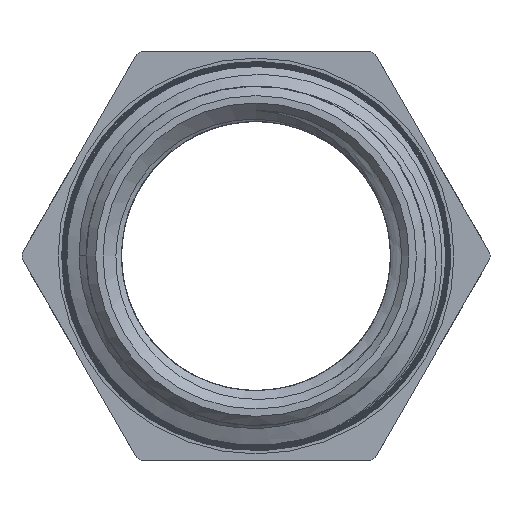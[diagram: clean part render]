
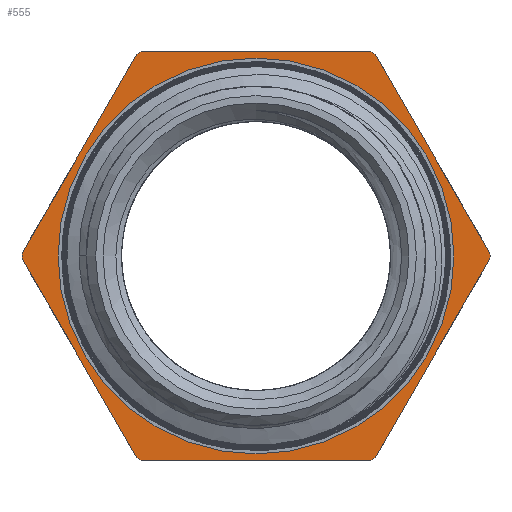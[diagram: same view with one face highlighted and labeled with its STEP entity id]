
A CAD part, left-side view. The second image highlights one B-rep face of the part: STEP entity #555.
In plain terms, the highlighted planar face has unit normal (-1, 0, 0).
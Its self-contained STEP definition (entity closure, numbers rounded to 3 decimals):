
#27=LINE('',#7067,#45);
#31=LINE('',#7092,#49);
#34=LINE('',#7107,#52);
#37=LINE('',#7122,#55);
#40=LINE('',#7137,#58);
#43=LINE('',#7152,#61);
#45=VECTOR('',#668,10.);
#49=VECTOR('',#674,10.);
#52=VECTOR('',#679,10.);
#55=VECTOR('',#684,10.);
#58=VECTOR('',#689,10.);
#61=VECTOR('',#694,10.);
#69=PLANE('',#618);
#93=FACE_BOUND('',#184,.T.);
#145=FACE_OUTER_BOUND('',#183,.T.);
#183=EDGE_LOOP('',(#479,#480,#481,#482,#483,#484,#485,#486,#487,#488,#489,
#490));
#184=EDGE_LOOP('',(#491));
#214=CIRCLE('',#609,16.);
#215=CIRCLE('',#611,16.);
#216=CIRCLE('',#613,16.);
#217=CIRCLE('',#615,16.);
#218=CIRCLE('',#617,16.);
#219=CIRCLE('',#619,16.);
#220=CIRCLE('',#620,13.535);
#245=VERTEX_POINT('',#7065);
#246=VERTEX_POINT('',#7066);
#253=VERTEX_POINT('',#7089);
#254=VERTEX_POINT('',#7091);
#258=VERTEX_POINT('',#7104);
#259=VERTEX_POINT('',#7106);
#263=VERTEX_POINT('',#7119);
#264=VERTEX_POINT('',#7121);
#268=VERTEX_POINT('',#7134);
#269=VERTEX_POINT('',#7136);
#273=VERTEX_POINT('',#7149);
#274=VERTEX_POINT('',#7151);
#275=VERTEX_POINT('',#7181);
#307=EDGE_CURVE('',#245,#246,#27,.T.);
#315=EDGE_CURVE('',#254,#253,#31,.T.);
#320=EDGE_CURVE('',#259,#258,#34,.T.);
#325=EDGE_CURVE('',#264,#263,#37,.T.);
#330=EDGE_CURVE('',#269,#268,#40,.T.);
#335=EDGE_CURVE('',#274,#273,#43,.T.);
#347=EDGE_CURVE('',#274,#263,#214,.T.);
#348=EDGE_CURVE('',#264,#258,#215,.T.);
#349=EDGE_CURVE('',#259,#246,#216,.T.);
#350=EDGE_CURVE('',#269,#253,#217,.T.);
#351=EDGE_CURVE('',#254,#273,#218,.T.);
#352=EDGE_CURVE('',#245,#268,#219,.T.);
#353=EDGE_CURVE('',#275,#275,#220,.T.);
#479=ORIENTED_EDGE('',*,*,#307,.T.);
#480=ORIENTED_EDGE('',*,*,#349,.F.);
#481=ORIENTED_EDGE('',*,*,#320,.T.);
#482=ORIENTED_EDGE('',*,*,#348,.F.);
#483=ORIENTED_EDGE('',*,*,#325,.T.);
#484=ORIENTED_EDGE('',*,*,#347,.F.);
#485=ORIENTED_EDGE('',*,*,#335,.T.);
#486=ORIENTED_EDGE('',*,*,#351,.F.);
#487=ORIENTED_EDGE('',*,*,#315,.T.);
#488=ORIENTED_EDGE('',*,*,#350,.F.);
#489=ORIENTED_EDGE('',*,*,#330,.T.);
#490=ORIENTED_EDGE('',*,*,#352,.F.);
#491=ORIENTED_EDGE('',*,*,#353,.T.);
#555=ADVANCED_FACE('',(#145,#93),#69,.T.);
#609=AXIS2_PLACEMENT_3D('',#7170,#728,#729);
#611=AXIS2_PLACEMENT_3D('',#7172,#732,#733);
#613=AXIS2_PLACEMENT_3D('',#7174,#736,#737);
#615=AXIS2_PLACEMENT_3D('',#7176,#740,#741);
#617=AXIS2_PLACEMENT_3D('',#7178,#744,#745);
#618=AXIS2_PLACEMENT_3D('',#7179,#746,#747);
#619=AXIS2_PLACEMENT_3D('',#7180,#748,#749);
#620=AXIS2_PLACEMENT_3D('',#7182,#750,#751);
#668=DIRECTION('',(0.,0.5,-0.866));
#674=DIRECTION('',(0.,0.5,0.866));
#679=DIRECTION('',(0.,-0.5,-0.866));
#684=DIRECTION('',(0.,-1.,0.));
#689=DIRECTION('',(0.,1.,0.));
#694=DIRECTION('',(0.,-0.5,0.866));
#728=DIRECTION('center_axis',(1.,0.,0.));
#729=DIRECTION('ref_axis',(0.,0.,-1.));
#732=DIRECTION('center_axis',(1.,0.,0.));
#733=DIRECTION('ref_axis',(0.,0.,-1.));
#736=DIRECTION('center_axis',(1.,0.,0.));
#737=DIRECTION('ref_axis',(0.,0.,-1.));
#740=DIRECTION('center_axis',(1.,0.,0.));
#741=DIRECTION('ref_axis',(0.,0.,-1.));
#744=DIRECTION('center_axis',(1.,0.,0.));
#745=DIRECTION('ref_axis',(0.,0.,-1.));
#746=DIRECTION('center_axis',(-1.,0.,0.));
#747=DIRECTION('ref_axis',(0.,0.,1.));
#748=DIRECTION('center_axis',(1.,0.,0.));
#749=DIRECTION('ref_axis',(0.,0.,-1.));
#750=DIRECTION('center_axis',(1.,0.,0.));
#751=DIRECTION('ref_axis',(0.,0.,-1.));
#7065=CARTESIAN_POINT('',(-4.,8.163,13.761));
#7066=CARTESIAN_POINT('',(-4.,15.999,0.189));
#7067=CARTESIAN_POINT('',(-4.,16.04,0.118));
#7089=CARTESIAN_POINT('',(-4.,-8.163,13.761));
#7091=CARTESIAN_POINT('',(-4.,-15.999,0.189));
#7092=CARTESIAN_POINT('',(-4.,-8.122,13.832));
#7104=CARTESIAN_POINT('',(-4.,8.163,-13.761));
#7106=CARTESIAN_POINT('',(-4.,15.999,-0.189));
#7107=CARTESIAN_POINT('',(-4.,12.122,-6.904));
#7119=CARTESIAN_POINT('',(-4.,-7.836,-13.95));
#7121=CARTESIAN_POINT('',(-4.,7.836,-13.95));
#7122=CARTESIAN_POINT('',(-4.,4.082,-13.95));
#7134=CARTESIAN_POINT('',(-4.,7.836,13.95));
#7136=CARTESIAN_POINT('',(-4.,-7.836,13.95));
#7137=CARTESIAN_POINT('',(-4.,11.918,13.95));
#7149=CARTESIAN_POINT('',(-4.,-15.999,-0.189));
#7151=CARTESIAN_POINT('',(-4.,-8.163,-13.761));
#7152=CARTESIAN_POINT('',(-4.,-12.04,-7.046));
#7170=CARTESIAN_POINT('Origin',(-4.,0.,0.));
#7172=CARTESIAN_POINT('Origin',(-4.,0.,0.));
#7174=CARTESIAN_POINT('Origin',(-4.,0.,0.));
#7176=CARTESIAN_POINT('Origin',(-4.,0.,0.));
#7178=CARTESIAN_POINT('Origin',(-4.,0.,0.));
#7179=CARTESIAN_POINT('Origin',(-4.,16.,0.));
#7180=CARTESIAN_POINT('Origin',(-4.,0.,0.));
#7181=CARTESIAN_POINT('',(-4.,13.535,0.));
#7182=CARTESIAN_POINT('Origin',(-4.,0.,0.));
